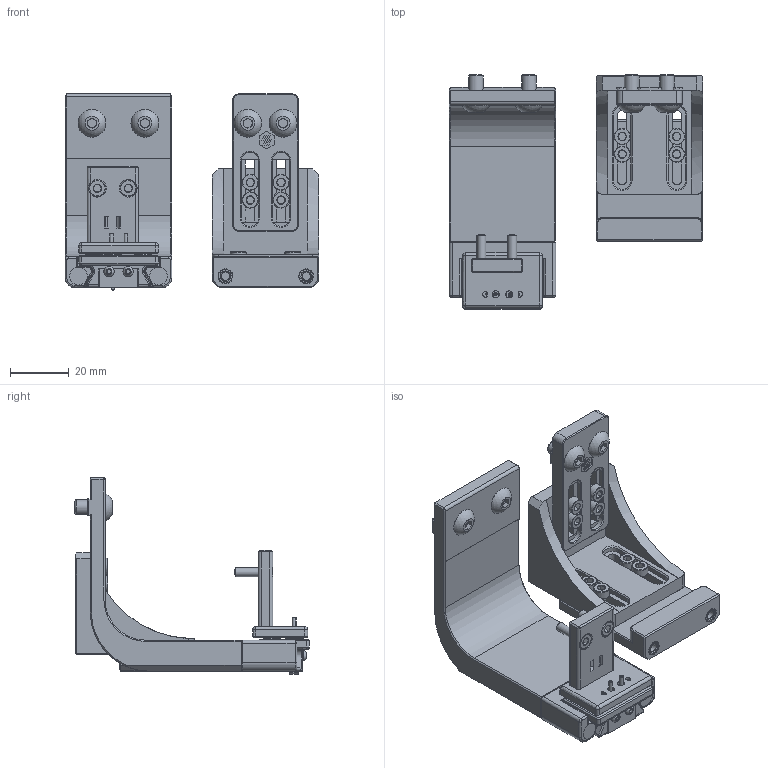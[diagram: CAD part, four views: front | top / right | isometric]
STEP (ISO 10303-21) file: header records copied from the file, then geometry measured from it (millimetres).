
FILE_DESCRIPTION(/* description */ (''),/* implementation_level */ '2;1');
FILE_NAME(/* name */ 'KlickyProbe v0_2.step',/* time_stamp */ '2021-05-25T18:40:58+01:00',/* author */ (''),/* organization */ (''),/* preprocessor_version */ 'ST-DEVELOPER v18.1',/* originating_system */ 'Autodesk Translation Framework v10.6.0.1341',/* authorisation */ '');
FILE_SCHEMA (('AUTOMOTIVE_DESIGN { 1 0 10303 214 3 1 1 }'));
Length unit declared in the file: millimetre
Products named in the file (30): KlickyProbe_JosAr_AB; Klicky Probe; AB mount; M3x10 SHCS; 3x6mm Magnet; Wire; Isolator; Conductor; Wire(Mirror); Isolator (1); Conductor (1); Dock Mount variable Assembly; M5x10 BHCS (1); M3x8 SHCS (1); M3 Threaded Insert (1); Dock Mount fixed; M5x10 BHCS; M3 Threaded Insert; Probe Dock v0.2; 3x6mm Magnet (5); M3x20 SHCS; Probe v0.2; D2F (1); D2F_BASE (1); D2F_ACTUATOR (1); 3x6mm Magnet (1); 3x6mm Magnet (2); 3x6mm Magnet (3); 3x6mm Magnet (4); M2x8 Self-tapping Screw
Assembly tree (45 placements, depth 5):
  KlickyProbe_JosAr_AB
    Klicky Probe
      AB mount
        M3x10 SHCS  x2
        3x6mm Magnet  x3
        Wire
          Isolator
          Conductor
        Wire(Mirror)
          Isolator (1)
          Conductor (1)
      Dock Mount variable Assembly
        M5x10 BHCS (1)  x2
        M3x8 SHCS (1)  x8
        M3 Threaded Insert (1)  x2
      Dock Mount fixed
        M5x10 BHCS  x2
        M3 Threaded Insert  x2
      Probe Dock v0.2
        M3x20 SHCS  x2
        3x6mm Magnet (5)
      Probe v0.2
        D2F (1)
          D2F_BASE (1)
          D2F_ACTUATOR (1)
        3x6mm Magnet (1)
        3x6mm Magnet (2)
        3x6mm Magnet (3)
        3x6mm Magnet (4)
        M2x8 Self-tapping Screw  x2
Bounding box: 86.25 x 79.83 x 66.72 mm (x, y, z)
Volume: 67338.8 mm3; surface area: 37697.2 mm2
Topology: 38 solids, 38 shells, 1336 faces, 3228 edges, 2018 vertices
Faces by surface type: plane 653, cylinder 246, cone 210, bspline 201, sphere 16, torus 10
Full cylindrical faces by diameter (mm): 0.65 x4, 1.2 x2, 1.6 x2, 2 x3, 2.385 x2, 2.9 x2, 3 x12, 3.4 x2, 3.5 x2, 3.6 x2, 4.2 x2, 4.25 x2, 4.6 x2, 4.7 x12, 5 x4, 5.4 x4, 5.5 x12, 6 x8, 6.1 x1, 9.5 x4
Entity records: 34277 total; most frequent: CARTESIAN_POINT 10925, ORIENTED_EDGE 4836, DIRECTION 4413, EDGE_CURVE 2418, VERTEX_POINT 1535, AXIS2_PLACEMENT_3D 1526, LINE 1361, VECTOR 1361
